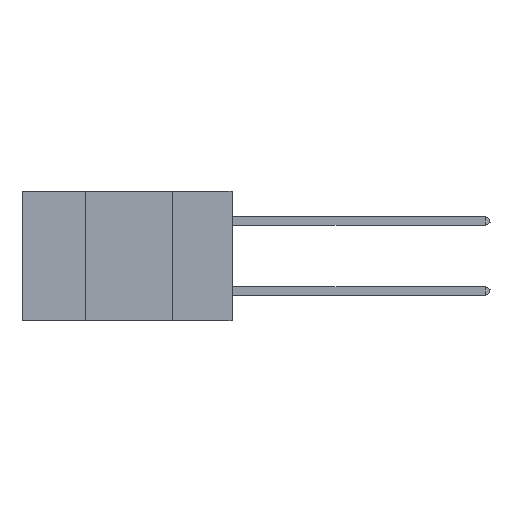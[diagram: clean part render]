
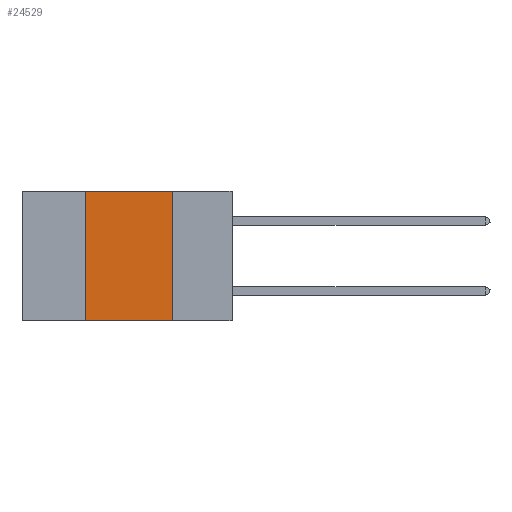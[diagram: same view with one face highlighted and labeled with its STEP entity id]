
A CAD part, left-side view. The second image highlights one B-rep face of the part: STEP entity #24529.
In plain terms, the highlighted planar face has unit normal (-1, 0, 0).
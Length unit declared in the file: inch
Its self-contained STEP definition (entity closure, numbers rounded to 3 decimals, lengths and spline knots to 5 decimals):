
#710 = VERTEX_POINT ( 'NONE', #38281 ) ;
#4159 = ORIENTED_EDGE ( 'NONE', *, *, #24578, .F. ) ;
#6158 = ORIENTED_EDGE ( 'NONE', *, *, #16552, .F. ) ;
#7185 = LINE ( 'NONE', #34771, #15565 ) ;
#7624 = ORIENTED_EDGE ( 'NONE', *, *, #29991, .F. ) ;
#8126 = ORIENTED_EDGE ( 'NONE', *, *, #12297, .T. ) ;
#9125 = FACE_OUTER_BOUND ( 'NONE', #22563, .T. ) ;
#9166 = VERTEX_POINT ( 'NONE', #32993 ) ;
#11600 = VERTEX_POINT ( 'NONE', #22163 ) ;
#12266 = CARTESIAN_POINT ( 'NONE',  ( 0., 0.42, 0. ) ) ;
#12297 = EDGE_CURVE ( 'NONE', #16656, #9166, #34786, .T. ) ;
#12567 = PLANE ( 'NONE',  #25117 ) ;
#12767 = LINE ( 'NONE', #20554, #28548 ) ;
#15565 = VECTOR ( 'NONE', #16019, 39.37008 ) ;
#16019 = DIRECTION ( 'NONE',  ( 0., -1., 0. ) ) ;
#16552 = EDGE_CURVE ( 'NONE', #16656, #11600, #25353, .T. ) ;
#16656 = VERTEX_POINT ( 'NONE', #37574 ) ;
#20554 = CARTESIAN_POINT ( 'NONE',  ( 0., 0.17, 0. ) ) ;
#22083 = DIRECTION ( 'NONE',  ( 0., 0., -1. ) ) ;
#22163 = CARTESIAN_POINT ( 'NONE',  ( 0., 0.42, 0. ) ) ;
#22563 = EDGE_LOOP ( 'NONE', ( #7624, #4159, #6158, #8126 ) ) ;
#23710 = DIRECTION ( 'NONE',  ( 0., 0., -1. ) ) ;
#24529 = ADVANCED_FACE ( 'NONE', ( #9125 ), #12567, .F. ) ;
#24578 = EDGE_CURVE ( 'NONE', #11600, #710, #7185, .T. ) ;
#25117 = AXIS2_PLACEMENT_3D ( 'NONE', #28277, #26504, #22083 ) ;
#25353 = LINE ( 'NONE', #12266, #32693 ) ;
#26504 = DIRECTION ( 'NONE',  ( 1., 0., 0. ) ) ;
#26530 = VECTOR ( 'NONE', #38442, 39.37008 ) ;
#28277 = CARTESIAN_POINT ( 'NONE',  ( 0., 0.6, 0. ) ) ;
#28548 = VECTOR ( 'NONE', #23710, 39.37008 ) ;
#29156 = CARTESIAN_POINT ( 'NONE',  ( 0., 0.6, -0.37 ) ) ;
#29991 = EDGE_CURVE ( 'NONE', #710, #9166, #12767, .T. ) ;
#31139 = DIRECTION ( 'NONE',  ( 0., 0., 1. ) ) ;
#32693 = VECTOR ( 'NONE', #31139, 39.37008 ) ;
#32993 = CARTESIAN_POINT ( 'NONE',  ( 0., 0.17, -0.37 ) ) ;
#34771 = CARTESIAN_POINT ( 'NONE',  ( 0., 0.6, 0. ) ) ;
#34786 = LINE ( 'NONE', #29156, #26530 ) ;
#37574 = CARTESIAN_POINT ( 'NONE',  ( 0., 0.42, -0.37 ) ) ;
#38281 = CARTESIAN_POINT ( 'NONE',  ( 0., 0.17, 0. ) ) ;
#38442 = DIRECTION ( 'NONE',  ( 0., -1., 0. ) ) ;
